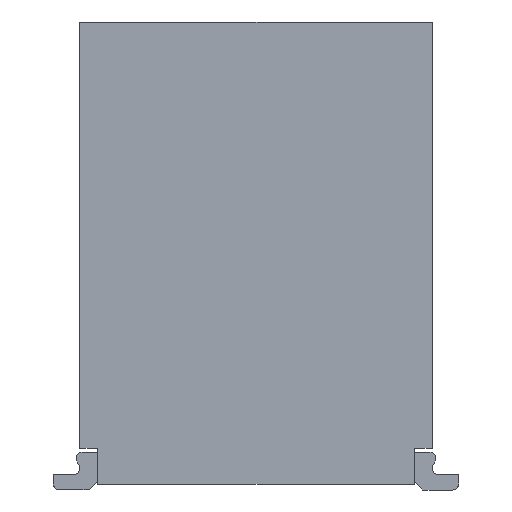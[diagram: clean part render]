
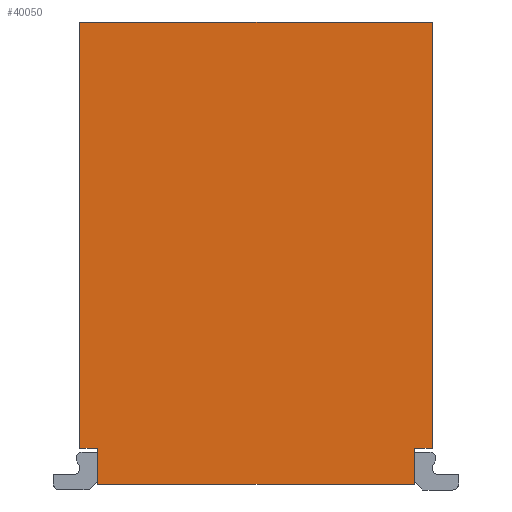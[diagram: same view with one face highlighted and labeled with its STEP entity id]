
A CAD part, left-side view. The second image highlights one B-rep face of the part: STEP entity #40050.
In plain terms, the highlighted face is planar.
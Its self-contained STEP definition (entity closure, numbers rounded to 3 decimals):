
#4470=CARTESIAN_POINT('',(-1.32,1.65,1.415));
#4480=VERTEX_POINT('',#4470);
#4510=CARTESIAN_POINT('',(0.,1.65,1.415));
#4520=DIRECTION('',(-1.,0.,0.));
#4530=VECTOR('',#4520,1.);
#4540=LINE('',#4510,#4530);
#4550=CARTESIAN_POINT('',(-1.47,1.65,1.415));
#4560=VERTEX_POINT('',#4550);
#4570=EDGE_CURVE('',#4480,#4560,#4540,.T.);
#4870=CARTESIAN_POINT('',(1.32,1.95,1.415));
#4880=VERTEX_POINT('',#4870);
#4910=CARTESIAN_POINT('',(0.,1.95,1.415));
#4920=DIRECTION('',(-1.,0.,0.));
#4930=VECTOR('',#4920,1.);
#4940=LINE('',#4910,#4930);
#4950=CARTESIAN_POINT('',(-1.32,1.95,1.415));
#4960=VERTEX_POINT('',#4950);
#4970=EDGE_CURVE('',#4880,#4960,#4940,.T.);
#17040=CARTESIAN_POINT('',(-1.32,1.95,1.415));
#17050=DIRECTION('',(0.,-1.,0.));
#17060=VECTOR('',#17050,1.);
#17070=LINE('',#17040,#17060);
#17080=EDGE_CURVE('',#4960,#4480,#17070,.T.);
#25720=CARTESIAN_POINT('',(-1.47,-1.9,1.415));
#25730=VERTEX_POINT('',#25720);
#25760=CARTESIAN_POINT('',(0.,-1.9,1.415));
#25770=DIRECTION('',(-1.,0.,0.));
#25780=VECTOR('',#25770,1.);
#25790=LINE('',#25760,#25780);
#25800=CARTESIAN_POINT('',(1.47,-1.9,1.415));
#25810=VERTEX_POINT('',#25800);
#25820=EDGE_CURVE('',#25810,#25730,#25790,.T.);
#27290=CARTESIAN_POINT('',(1.47,1.65,1.415));
#27300=VERTEX_POINT('',#27290);
#27720=CARTESIAN_POINT('',(1.47,0.1,1.415));
#27730=DIRECTION('',(0.,1.,0.));
#27740=VECTOR('',#27730,1.);
#27750=LINE('',#27720,#27740);
#27760=EDGE_CURVE('',#25810,#27300,#27750,.T.);
#30650=CARTESIAN_POINT('',(1.32,1.65,1.415));
#30660=VERTEX_POINT('',#30650);
#30690=CARTESIAN_POINT('',(1.32,1.95,1.415));
#30700=DIRECTION('',(0.,1.,0.));
#30710=VECTOR('',#30700,1.);
#30720=LINE('',#30690,#30710);
#30730=EDGE_CURVE('',#30660,#4880,#30720,.T.);
#39800=CARTESIAN_POINT('',(-1.47,0.95,1.415));
#39810=DIRECTION('',(0.,0.,1.));
#39820=DIRECTION('',(1.,0.,0.));
#39830=AXIS2_PLACEMENT_3D('',#39800,#39810,#39820);
#39840=PLANE('',#39830);
#39850=ORIENTED_EDGE('',*,*,#4570,.T.);
#39860=ORIENTED_EDGE('',*,*,#17080,.T.);
#39870=ORIENTED_EDGE('',*,*,#4970,.T.);
#39880=ORIENTED_EDGE('',*,*,#30730,.T.);
#39890=CARTESIAN_POINT('',(0.,1.65,1.415));
#39900=DIRECTION('',(-1.,0.,0.));
#39910=VECTOR('',#39900,1.);
#39920=LINE('',#39890,#39910);
#39930=EDGE_CURVE('',#27300,#30660,#39920,.T.);
#39940=ORIENTED_EDGE('',*,*,#39930,.T.);
#39950=ORIENTED_EDGE('',*,*,#27760,.T.);
#39960=ORIENTED_EDGE('',*,*,#25820,.F.);
#39970=CARTESIAN_POINT('',(-1.47,0.45,1.415));
#39980=DIRECTION('',(0.,-1.,0.));
#39990=VECTOR('',#39980,1.);
#40000=LINE('',#39970,#39990);
#40010=EDGE_CURVE('',#4560,#25730,#40000,.T.);
#40020=ORIENTED_EDGE('',*,*,#40010,.T.);
#40030=EDGE_LOOP('',(#40020,#39960,#39950,#39940,#39880,#39870,#39860,
#39850));
#40040=FACE_OUTER_BOUND('',#40030,.T.);
#40050=ADVANCED_FACE('',(#40040),#39840,.T.);
